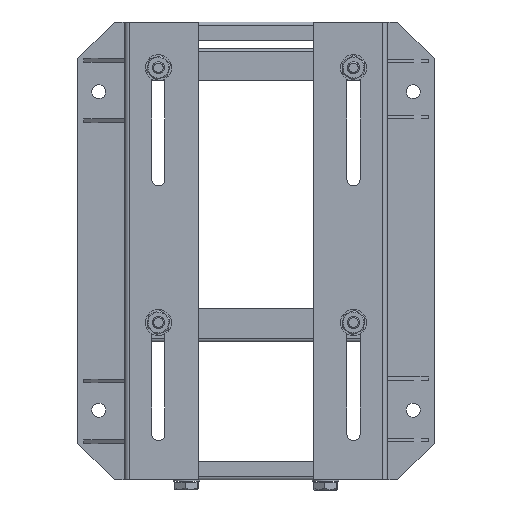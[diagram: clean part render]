
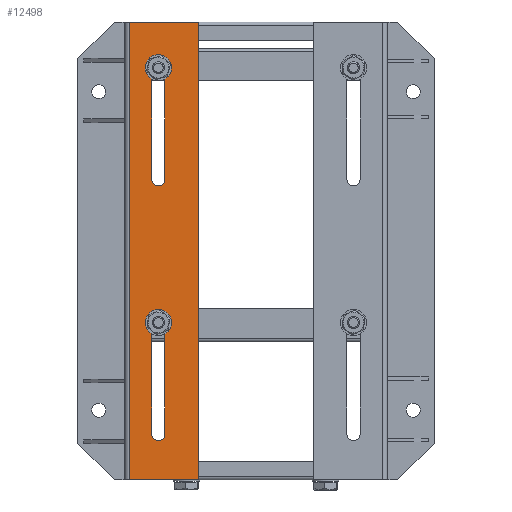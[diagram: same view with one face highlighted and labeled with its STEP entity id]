
A CAD part, front view. The second image highlights one B-rep face of the part: STEP entity #12498.
In plain terms, the highlighted planar face has unit normal (0, -1, 0).
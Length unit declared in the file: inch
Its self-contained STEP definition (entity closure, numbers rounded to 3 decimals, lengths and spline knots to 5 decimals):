
#467 = VERTEX_POINT ( 'NONE', #13118 ) ;
#932 = CARTESIAN_POINT ( 'NONE',  ( -5.08155, -0.19992, 2.87106 ) ) ;
#1009 = VECTOR ( 'NONE', #5432, 39.37008 ) ;
#1476 = CARTESIAN_POINT ( 'NONE',  ( -7.2036, -0.19992, 0. ) ) ;
#1804 = DIRECTION ( 'NONE',  ( 0., 0., 1. ) ) ;
#1950 = PLANE ( 'NONE',  #20458 ) ;
#2103 = VECTOR ( 'NONE', #3491, 39.37008 ) ;
#2435 = ORIENTED_EDGE ( 'NONE', *, *, #16496, .F. ) ;
#2500 = CIRCLE ( 'NONE', #4794, 0.41339 ) ;
#2641 = DIRECTION ( 'NONE',  ( 0., -1., 0. ) ) ;
#2809 = EDGE_CURVE ( 'NONE', #16501, #19693, #11376, .T. ) ;
#2917 = AXIS2_PLACEMENT_3D ( 'NONE', #8545, #18349, #11825 ) ;
#3122 = DIRECTION ( 'NONE',  ( -1., 0., 0. ) ) ;
#3293 = EDGE_CURVE ( 'NONE', #9587, #16501, #2500, .T. ) ;
#3307 = DIRECTION ( 'NONE',  ( 0., 0., -1. ) ) ;
#3309 = VERTEX_POINT ( 'NONE', #18641 ) ;
#3491 = DIRECTION ( 'NONE',  ( 0., 0., -1. ) ) ;
#3778 = ORIENTED_EDGE ( 'NONE', *, *, #18313, .F. ) ;
#3984 = VECTOR ( 'NONE', #3307, 39.37008 ) ;
#4155 = ORIENTED_EDGE ( 'NONE', *, *, #6988, .F. ) ;
#4794 = AXIS2_PLACEMENT_3D ( 'NONE', #8562, #5207, #7005 ) ;
#4868 = FACE_BOUND ( 'NONE', #12367, .T. ) ;
#5003 = VERTEX_POINT ( 'NONE', #7477 ) ;
#5007 = VERTEX_POINT ( 'NONE', #10839 ) ;
#5013 = CARTESIAN_POINT ( 'NONE',  ( -4.66816, -0.19992, 28.75 ) ) ;
#5163 = VERTEX_POINT ( 'NONE', #15197 ) ;
#5207 = DIRECTION ( 'NONE',  ( 0., -1., 0. ) ) ;
#5290 = VERTEX_POINT ( 'NONE', #8497 ) ;
#5432 = DIRECTION ( 'NONE',  ( 0., 0., -1. ) ) ;
#5575 = VERTEX_POINT ( 'NONE', #12772 ) ;
#5882 = FACE_BOUND ( 'NONE', #12051, .T. ) ;
#6394 = ORIENTED_EDGE ( 'NONE', *, *, #21431, .F. ) ;
#6404 = CIRCLE ( 'NONE', #17081, 0.41339 ) ;
#6486 = LINE ( 'NONE', #6830, #2103 ) ;
#6720 = VECTOR ( 'NONE', #19796, 39.37008 ) ;
#6760 = CARTESIAN_POINT ( 'NONE',  ( -4.66816, -0.19992, 18.87106 ) ) ;
#6830 = CARTESIAN_POINT ( 'NONE',  ( -2.55793, -0.19992, 28.75 ) ) ;
#6838 = VERTEX_POINT ( 'NONE', #11354 ) ;
#6932 = VECTOR ( 'NONE', #1804, 39.37008 ) ;
#6954 = CARTESIAN_POINT ( 'NONE',  ( -5.49493, -0.19992, 28.75 ) ) ;
#6988 = EDGE_CURVE ( 'NONE', #3309, #16681, #6486, .T. ) ;
#7005 = DIRECTION ( 'NONE',  ( 0., 0., 1. ) ) ;
#7477 = CARTESIAN_POINT ( 'NONE',  ( -5.49493, -0.19992, 2.87106 ) ) ;
#7531 = CARTESIAN_POINT ( 'NONE',  ( -5.08155, -0.19992, 25.87894 ) ) ;
#7583 = DIRECTION ( 'NONE',  ( 0., 0., 1. ) ) ;
#7717 = CARTESIAN_POINT ( 'NONE',  ( -4.66816, -0.19992, 25.87894 ) ) ;
#8226 = CARTESIAN_POINT ( 'NONE',  ( -5.49493, -0.19992, 28.75 ) ) ;
#8390 = ORIENTED_EDGE ( 'NONE', *, *, #13500, .F. ) ;
#8497 = CARTESIAN_POINT ( 'NONE',  ( -5.08155, -0.19992, 10.29232 ) ) ;
#8545 = CARTESIAN_POINT ( 'NONE',  ( -5.08155, -0.19992, 9.87894 ) ) ;
#8562 = CARTESIAN_POINT ( 'NONE',  ( -5.08155, -0.19992, 18.87106 ) ) ;
#8946 = ORIENTED_EDGE ( 'NONE', *, *, #16726, .F. ) ;
#9107 = ORIENTED_EDGE ( 'NONE', *, *, #2809, .F. ) ;
#9234 = DIRECTION ( 'NONE',  ( 0., 0., 1. ) ) ;
#9412 = LINE ( 'NONE', #1476, #14076 ) ;
#9587 = VERTEX_POINT ( 'NONE', #17598 ) ;
#10264 = DIRECTION ( 'NONE',  ( 0., 0., 1. ) ) ;
#10435 = ORIENTED_EDGE ( 'NONE', *, *, #3293, .F. ) ;
#10438 = CIRCLE ( 'NONE', #2917, 0.41339 ) ;
#10564 = DIRECTION ( 'NONE',  ( 0., -1., 0. ) ) ;
#10839 = CARTESIAN_POINT ( 'NONE',  ( -4.66816, -0.19992, 2.87106 ) ) ;
#11132 = CARTESIAN_POINT ( 'NONE',  ( -5.08155, -0.19992, 9.87894 ) ) ;
#11200 = DIRECTION ( 'NONE',  ( 0., -1., 0. ) ) ;
#11299 = CARTESIAN_POINT ( 'NONE',  ( -5.49493, -0.19992, 25.87894 ) ) ;
#11354 = CARTESIAN_POINT ( 'NONE',  ( -5.08155, -0.19992, 26.29232 ) ) ;
#11376 = LINE ( 'NONE', #5013, #6932 ) ;
#11379 = EDGE_CURVE ( 'NONE', #467, #5290, #10438, .T. ) ;
#11616 = CIRCLE ( 'NONE', #19555, 0.41339 ) ;
#11724 = CARTESIAN_POINT ( 'NONE',  ( -7.2036, -0.19992, 28.75 ) ) ;
#11825 = DIRECTION ( 'NONE',  ( 0., 0., 1. ) ) ;
#11902 = LINE ( 'NONE', #17531, #19703 ) ;
#11954 = EDGE_CURVE ( 'NONE', #5575, #3309, #15555, .T. ) ;
#12051 = EDGE_LOOP ( 'NONE', ( #2435, #15762, #17048, #6394, #14529 ) ) ;
#12367 = EDGE_LOOP ( 'NONE', ( #3778, #21090, #8946, #9107, #10435 ) ) ;
#12368 = AXIS2_PLACEMENT_3D ( 'NONE', #7531, #2641, #15880 ) ;
#12498 = ADVANCED_FACE ( 'NONE', ( #14973, #5882, #4868 ), #1950, .F. ) ;
#12772 = CARTESIAN_POINT ( 'NONE',  ( -6.9246, -0.19992, 28.75 ) ) ;
#13118 = CARTESIAN_POINT ( 'NONE',  ( -4.66816, -0.19992, 9.87894 ) ) ;
#13392 = VECTOR ( 'NONE', #7583, 39.37008 ) ;
#13500 = EDGE_CURVE ( 'NONE', #16681, #16478, #9412, .T. ) ;
#13658 = DIRECTION ( 'NONE',  ( 0., 1., 0. ) ) ;
#13838 = LINE ( 'NONE', #8226, #3984 ) ;
#13893 = DIRECTION ( 'NONE',  ( 0., 0., 1. ) ) ;
#13938 = CARTESIAN_POINT ( 'NONE',  ( -2.55793, -0.19992, 0. ) ) ;
#14076 = VECTOR ( 'NONE', #3122, 39.37008 ) ;
#14265 = EDGE_LOOP ( 'NONE', ( #4155, #16116, #19484, #8390 ) ) ;
#14359 = DIRECTION ( 'NONE',  ( 0., -1., 0. ) ) ;
#14529 = ORIENTED_EDGE ( 'NONE', *, *, #19535, .F. ) ;
#14742 = LINE ( 'NONE', #6954, #1009 ) ;
#14973 = FACE_OUTER_BOUND ( 'NONE', #14265, .T. ) ;
#15197 = CARTESIAN_POINT ( 'NONE',  ( -5.49493, -0.19992, 9.87894 ) ) ;
#15555 = LINE ( 'NONE', #11724, #6720 ) ;
#15762 = ORIENTED_EDGE ( 'NONE', *, *, #19613, .F. ) ;
#15880 = DIRECTION ( 'NONE',  ( 0., 0., 1. ) ) ;
#16116 = ORIENTED_EDGE ( 'NONE', *, *, #11954, .F. ) ;
#16478 = VERTEX_POINT ( 'NONE', #16974 ) ;
#16496 = EDGE_CURVE ( 'NONE', #5163, #5003, #14742, .T. ) ;
#16501 = VERTEX_POINT ( 'NONE', #6760 ) ;
#16681 = VERTEX_POINT ( 'NONE', #13938 ) ;
#16726 = EDGE_CURVE ( 'NONE', #19693, #6838, #6404, .T. ) ;
#16783 = EDGE_CURVE ( 'NONE', #6838, #19207, #19374, .T. ) ;
#16974 = CARTESIAN_POINT ( 'NONE',  ( -6.9246, -0.19992, 0. ) ) ;
#17048 = ORIENTED_EDGE ( 'NONE', *, *, #11379, .F. ) ;
#17081 = AXIS2_PLACEMENT_3D ( 'NONE', #20923, #14359, #9234 ) ;
#17303 = AXIS2_PLACEMENT_3D ( 'NONE', #11132, #11200, #17489 ) ;
#17489 = DIRECTION ( 'NONE',  ( 0., 0., 1. ) ) ;
#17531 = CARTESIAN_POINT ( 'NONE',  ( -4.66816, -0.19992, 28.75 ) ) ;
#17598 = CARTESIAN_POINT ( 'NONE',  ( -5.49493, -0.19992, 18.87106 ) ) ;
#17610 = EDGE_CURVE ( 'NONE', #16478, #5575, #20955, .T. ) ;
#18313 = EDGE_CURVE ( 'NONE', #19207, #9587, #13838, .T. ) ;
#18349 = DIRECTION ( 'NONE',  ( 0., -1., 0. ) ) ;
#18641 = CARTESIAN_POINT ( 'NONE',  ( -2.55793, -0.19992, 28.75 ) ) ;
#19207 = VERTEX_POINT ( 'NONE', #11299 ) ;
#19374 = CIRCLE ( 'NONE', #12368, 0.41339 ) ;
#19412 = CARTESIAN_POINT ( 'NONE',  ( -6.9246, -0.19992, 28.75 ) ) ;
#19432 = DIRECTION ( 'NONE',  ( 0., 0., 1. ) ) ;
#19484 = ORIENTED_EDGE ( 'NONE', *, *, #17610, .F. ) ;
#19535 = EDGE_CURVE ( 'NONE', #5003, #5007, #11616, .T. ) ;
#19555 = AXIS2_PLACEMENT_3D ( 'NONE', #932, #10564, #13893 ) ;
#19613 = EDGE_CURVE ( 'NONE', #5290, #5163, #21471, .T. ) ;
#19693 = VERTEX_POINT ( 'NONE', #7717 ) ;
#19703 = VECTOR ( 'NONE', #19432, 39.37008 ) ;
#19796 = DIRECTION ( 'NONE',  ( 1., 0., 0. ) ) ;
#20216 = CARTESIAN_POINT ( 'NONE',  ( -7.2036, -0.19992, 28.75 ) ) ;
#20458 = AXIS2_PLACEMENT_3D ( 'NONE', #20216, #13658, #10264 ) ;
#20923 = CARTESIAN_POINT ( 'NONE',  ( -5.08155, -0.19992, 25.87894 ) ) ;
#20955 = LINE ( 'NONE', #19412, #13392 ) ;
#21090 = ORIENTED_EDGE ( 'NONE', *, *, #16783, .F. ) ;
#21431 = EDGE_CURVE ( 'NONE', #5007, #467, #11902, .T. ) ;
#21471 = CIRCLE ( 'NONE', #17303, 0.41339 ) ;
